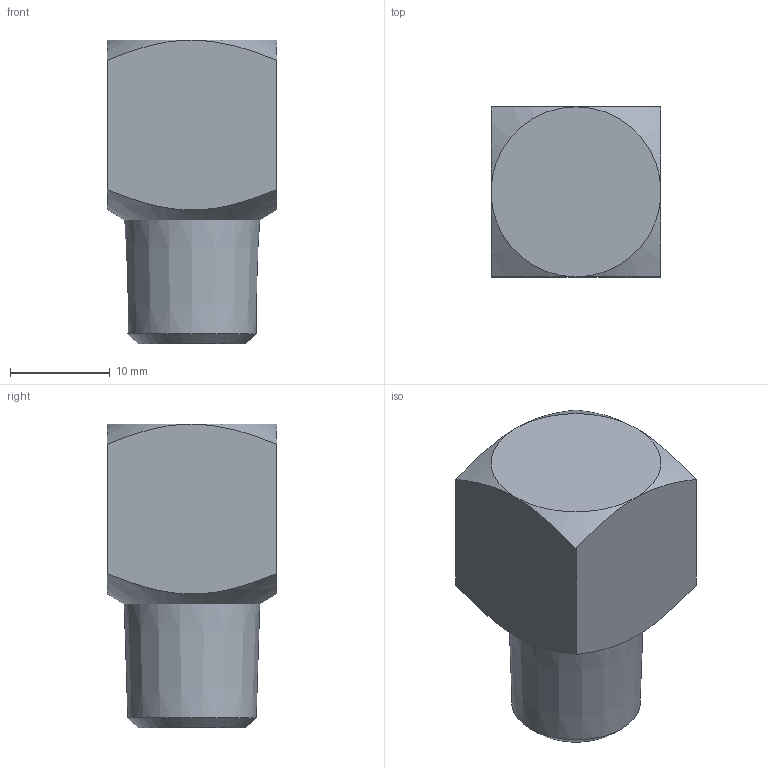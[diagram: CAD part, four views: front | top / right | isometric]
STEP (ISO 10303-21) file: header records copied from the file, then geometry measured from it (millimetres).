
FILE_DESCRIPTION(/* description */ (''),/* implementation_level */ '2;1');
FILE_NAME(/* name */ 'Winkel_90Grad_R1_4a_x_G1_4i_kurz_Messing_109850.stp',/* time_stamp */ '2015-04-14T14:03:57+02:00',/* author */ ('002180'),/* organization */ (''),/* preprocessor_version */ 'ST-DEVELOPER v15.6',/* originating_system */ 'Autodesk Inventor 2015',/* authorisation */ '');
FILE_SCHEMA (('AUTOMOTIVE_DESIGN { 1 0 10303 214 3 1 1 }'));
Length unit declared in the file: millimetre
Products named in the file (1): anwin18a
Bounding box: 17 x 17 x 30.4 mm (x, y, z)
Volume: 4587.8 mm3; surface area: 2911.5 mm2
Topology: 1 solids, 1 shells, 19 faces, 41 edges, 25 vertices
Faces by surface type: cone 9, plane 7, cylinder 3
Full cylindrical faces by diameter (mm): 6 x1, 8 x1, 11.445 x1
Entity records: 531 total; most frequent: CARTESIAN_POINT 169, DIRECTION 68, ORIENTED_EDGE 62, AXIS2_PLACEMENT_3D 32, EDGE_CURVE 31, EDGE_LOOP 29, VERTEX_POINT 22, FACE_OUTER_BOUND 19
